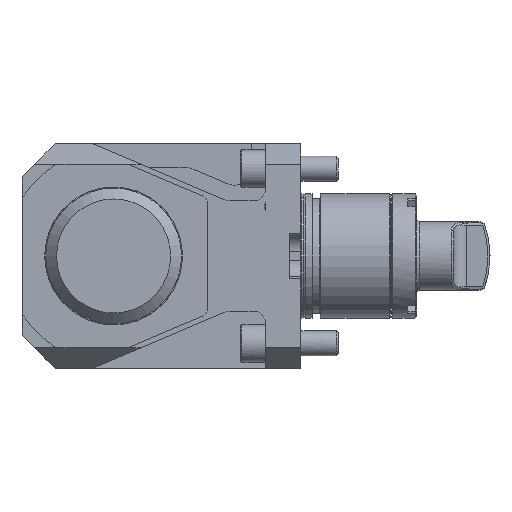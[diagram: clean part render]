
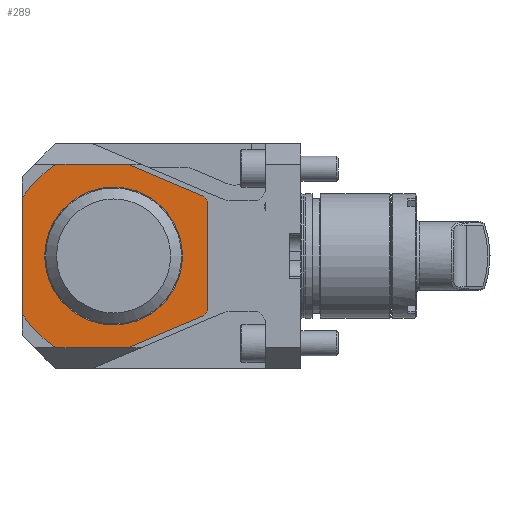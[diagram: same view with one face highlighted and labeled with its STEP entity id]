
A CAD part, left-side view. The second image highlights one B-rep face of the part: STEP entity #289.
In plain terms, the highlighted planar face has unit normal (-1, 0, 0).
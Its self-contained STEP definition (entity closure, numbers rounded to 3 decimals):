
#289 = ADVANCED_FACE ( 'Defeature completata1_517', ( #34187, #15990 ), #9511, .F. ) ;
#321 = ORIENTED_EDGE ( 'NONE', *, *, #24244, .F. ) ;
#840 = EDGE_CURVE ( 'NONE', #28293, #17551, #5035, .T. ) ;
#843 = DIRECTION ( 'NONE',  ( 0., -1., 0. ) ) ;
#1150 = DIRECTION ( 'NONE',  ( 1., 0., 0. ) ) ;
#2385 = ORIENTED_EDGE ( 'NONE', *, *, #30285, .T. ) ;
#2452 = EDGE_CURVE ( 'NONE', #32557, #22209, #12860, .T. ) ;
#2958 = CARTESIAN_POINT ( 'NONE',  ( -77., 88., 27.955 ) ) ;
#3406 = DIRECTION ( 'NONE',  ( 0., 1., 0. ) ) ;
#3528 = AXIS2_PLACEMENT_3D ( 'NONE', #16643, #19853, #16446 ) ;
#4497 = CARTESIAN_POINT ( 'NONE',  ( -77., 133., 0. ) ) ;
#4573 = DIRECTION ( 'NONE',  ( 0., -1., 0. ) ) ;
#4627 = EDGE_LOOP ( 'NONE', ( #23566, #11980, #9191, #321, #8748, #12180, #36805, #30337, #27761, #19863 ) ) ;
#5035 = CIRCLE ( 'NONE', #38601, 52. ) ;
#5360 = CARTESIAN_POINT ( 'NONE',  ( -77., 133., 33.1 ) ) ;
#5968 = LINE ( 'NONE', #2958, #21468 ) ;
#6230 = CARTESIAN_POINT ( 'NONE',  ( -77., 160.713, 44. ) ) ;
#6692 = CARTESIAN_POINT ( 'NONE',  ( -77., 88., 26.058 ) ) ;
#7209 = VECTOR ( 'NONE', #20814, 1000. ) ;
#7757 = CIRCLE ( 'NONE', #29724, 33.1 ) ;
#8229 = CIRCLE ( 'NONE', #30829, 52. ) ;
#8636 = VERTEX_POINT ( 'NONE', #19791 ) ;
#8748 = ORIENTED_EDGE ( 'NONE', *, *, #13074, .F. ) ;
#9191 = ORIENTED_EDGE ( 'NONE', *, *, #27568, .F. ) ;
#9511 = PLANE ( 'NONE',  #13377 ) ;
#9673 = AXIS2_PLACEMENT_3D ( 'NONE', #4497, #32369, #19437 ) ;
#9904 = VERTEX_POINT ( 'NONE', #35182 ) ;
#10384 = CARTESIAN_POINT ( 'NONE',  ( -77., 133., 0. ) ) ;
#10947 = DIRECTION ( 'NONE',  ( 0., 0., 1. ) ) ;
#11150 = LINE ( 'NONE', #23317, #29021 ) ;
#11224 = EDGE_CURVE ( 'NONE', #22209, #16315, #5968, .T. ) ;
#11884 = LINE ( 'NONE', #39645, #7209 ) ;
#11980 = ORIENTED_EDGE ( 'NONE', *, *, #18670, .F. ) ;
#12180 = ORIENTED_EDGE ( 'NONE', *, *, #11224, .F. ) ;
#12328 = DIRECTION ( 'NONE',  ( 0., -1., 0. ) ) ;
#12456 = CARTESIAN_POINT ( 'NONE',  ( -77., 89.591, 28.63 ) ) ;
#12533 = LINE ( 'NONE', #30374, #15530 ) ;
#12860 = CIRCLE ( 'NONE', #9673, 52. ) ;
#13074 = EDGE_CURVE ( 'NONE', #16315, #8636, #33169, .T. ) ;
#13377 = AXIS2_PLACEMENT_3D ( 'NONE', #30748, #30949, #843 ) ;
#13784 = CARTESIAN_POINT ( 'NONE',  ( -77., 88., -26.058 ) ) ;
#14604 = VERTEX_POINT ( 'NONE', #34217 ) ;
#15226 = DIRECTION ( 'NONE',  ( 0., 0., -1. ) ) ;
#15354 = CARTESIAN_POINT ( 'NONE',  ( -77., 125.8, 44. ) ) ;
#15530 = VECTOR ( 'NONE', #28140, 1000. ) ;
#15800 = CARTESIAN_POINT ( 'NONE',  ( -77., 133., 0. ) ) ;
#15990 = FACE_BOUND ( 'NONE', #17406, .T. ) ;
#16315 = VERTEX_POINT ( 'NONE', #13784 ) ;
#16446 = DIRECTION ( 'NONE',  ( 0., -1., 0. ) ) ;
#16643 = CARTESIAN_POINT ( 'NONE',  ( -77., 133., 0. ) ) ;
#17406 = EDGE_LOOP ( 'NONE', ( #2385 ) ) ;
#17551 = VERTEX_POINT ( 'NONE', #6230 ) ;
#18634 = VERTEX_POINT ( 'NONE', #25203 ) ;
#18670 = EDGE_CURVE ( 'NONE', #18634, #25509, #8229, .T. ) ;
#19314 = CARTESIAN_POINT ( 'NONE',  ( -77., 177., -27.713 ) ) ;
#19437 = DIRECTION ( 'NONE',  ( 0., -1., 0. ) ) ;
#19791 = CARTESIAN_POINT ( 'NONE',  ( -77., 89.591, -28.63 ) ) ;
#19853 = DIRECTION ( 'NONE',  ( 1., 0., 0. ) ) ;
#19863 = ORIENTED_EDGE ( 'NONE', *, *, #840, .F. ) ;
#20814 = DIRECTION ( 'NONE',  ( 0., -1., 0. ) ) ;
#21468 = VECTOR ( 'NONE', #15226, 1000. ) ;
#21486 = EDGE_CURVE ( 'NONE', #9904, #32557, #30536, .T. ) ;
#22148 = CARTESIAN_POINT ( 'NONE',  ( -77., 125.8, -44. ) ) ;
#22209 = VERTEX_POINT ( 'NONE', #6692 ) ;
#22248 = DIRECTION ( 'NONE',  ( 1., 0., 0. ) ) ;
#22931 = DIRECTION ( 'NONE',  ( 0., 0., 1. ) ) ;
#23317 = CARTESIAN_POINT ( 'NONE',  ( -77., 177., -34. ) ) ;
#23566 = ORIENTED_EDGE ( 'NONE', *, *, #37643, .F. ) ;
#23796 = LINE ( 'NONE', #22148, #24176 ) ;
#24176 = VECTOR ( 'NONE', #3406, 1000. ) ;
#24244 = EDGE_CURVE ( 'NONE', #8636, #14604, #12533, .T. ) ;
#25203 = CARTESIAN_POINT ( 'NONE',  ( -77., 160.713, -44. ) ) ;
#25509 = VERTEX_POINT ( 'NONE', #19314 ) ;
#26434 = VECTOR ( 'NONE', #36807, 1000. ) ;
#27568 = EDGE_CURVE ( 'NONE', #14604, #18634, #23796, .T. ) ;
#27761 = ORIENTED_EDGE ( 'NONE', *, *, #31064, .F. ) ;
#28140 = DIRECTION ( 'NONE',  ( 0., 0.921, -0.391 ) ) ;
#28293 = VERTEX_POINT ( 'NONE', #34718 ) ;
#29021 = VECTOR ( 'NONE', #10947, 1000. ) ;
#29724 = AXIS2_PLACEMENT_3D ( 'NONE', #10384, #35073, #22931 ) ;
#30285 = EDGE_CURVE ( 'NONE', #33037, #33037, #7757, .T. ) ;
#30337 = ORIENTED_EDGE ( 'NONE', *, *, #21486, .F. ) ;
#30374 = CARTESIAN_POINT ( 'NONE',  ( -77., 88., -27.955 ) ) ;
#30536 = LINE ( 'NONE', #15354, #26434 ) ;
#30748 = CARTESIAN_POINT ( 'NONE',  ( -77., 185., 0. ) ) ;
#30829 = AXIS2_PLACEMENT_3D ( 'NONE', #32240, #1150, #4573 ) ;
#30949 = DIRECTION ( 'NONE',  ( 1., 0., 0. ) ) ;
#31064 = EDGE_CURVE ( 'NONE', #17551, #9904, #11884, .T. ) ;
#32240 = CARTESIAN_POINT ( 'NONE',  ( -77., 133., 0. ) ) ;
#32369 = DIRECTION ( 'NONE',  ( 1., 0., 0. ) ) ;
#32557 = VERTEX_POINT ( 'NONE', #12456 ) ;
#33037 = VERTEX_POINT ( 'NONE', #5360 ) ;
#33169 = CIRCLE ( 'NONE', #3528, 52. ) ;
#34187 = FACE_OUTER_BOUND ( 'NONE', #4627, .T. ) ;
#34217 = CARTESIAN_POINT ( 'NONE',  ( -77., 125.8, -44. ) ) ;
#34718 = CARTESIAN_POINT ( 'NONE',  ( -77., 177., 27.713 ) ) ;
#35073 = DIRECTION ( 'NONE',  ( 1., 0., 0. ) ) ;
#35182 = CARTESIAN_POINT ( 'NONE',  ( -77., 125.8, 44. ) ) ;
#36805 = ORIENTED_EDGE ( 'NONE', *, *, #2452, .F. ) ;
#36807 = DIRECTION ( 'NONE',  ( 0., -0.921, -0.391 ) ) ;
#37643 = EDGE_CURVE ( 'NONE', #25509, #28293, #11150, .T. ) ;
#38601 = AXIS2_PLACEMENT_3D ( 'NONE', #15800, #22248, #12328 ) ;
#39645 = CARTESIAN_POINT ( 'NONE',  ( -77., 167., 44. ) ) ;
